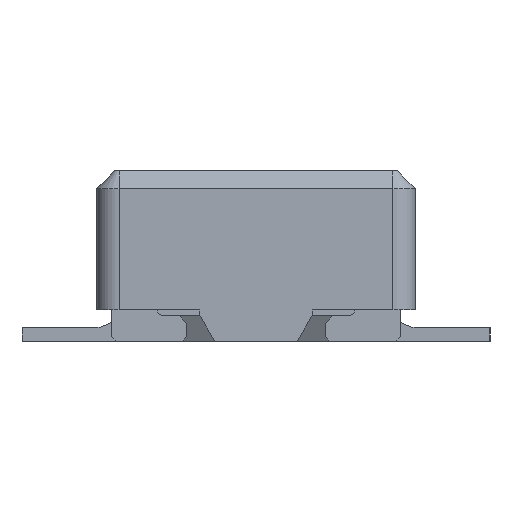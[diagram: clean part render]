
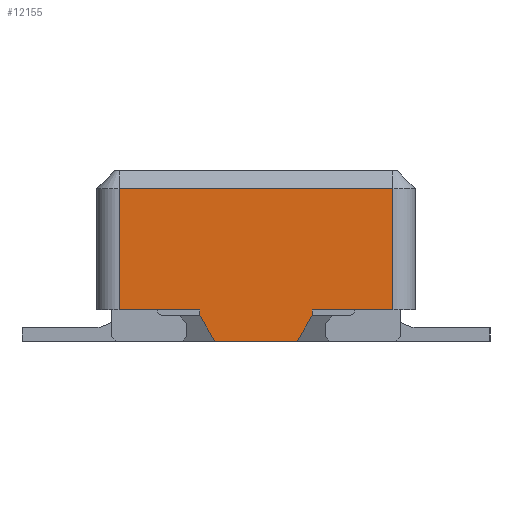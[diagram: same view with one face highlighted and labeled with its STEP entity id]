
A CAD part, left-side view. The second image highlights one B-rep face of the part: STEP entity #12155.
In plain terms, the highlighted planar face has unit normal (-1, 0, 0).
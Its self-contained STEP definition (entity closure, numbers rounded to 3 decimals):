
#730=FACE_OUTER_BOUND('',#1381,.T.);
#1381=EDGE_LOOP('',(#9776,#9777,#9778,#9779,#9780,#9781,#9782,#9783,#9784,
#9785));
#2689=LINE('',#18777,#4259);
#2691=LINE('',#18782,#4261);
#2693=LINE('',#18786,#4263);
#2694=LINE('',#18788,#4264);
#2695=LINE('',#18790,#4265);
#2696=LINE('',#18792,#4266);
#2697=LINE('',#18794,#4267);
#2698=LINE('',#18796,#4268);
#2699=LINE('',#18798,#4269);
#2700=LINE('',#18799,#4270);
#4259=VECTOR('',#15257,0.81);
#4261=VECTOR('',#15263,1.83);
#4263=VECTOR('',#15267,0.54);
#4264=VECTOR('',#15268,0.04);
#4265=VECTOR('',#15269,0.197);
#4266=VECTOR('',#15270,0.55);
#4267=VECTOR('',#15271,0.197);
#4268=VECTOR('',#15272,0.04);
#4269=VECTOR('',#15273,0.54);
#4270=VECTOR('',#15274,0.81);
#5630=VERTEX_POINT('',#18773);
#5631=VERTEX_POINT('',#18775);
#5632=VERTEX_POINT('',#18781);
#5633=VERTEX_POINT('',#18785);
#5634=VERTEX_POINT('',#18787);
#5635=VERTEX_POINT('',#18789);
#5636=VERTEX_POINT('',#18791);
#5637=VERTEX_POINT('',#18793);
#5638=VERTEX_POINT('',#18795);
#5639=VERTEX_POINT('',#18797);
#7141=EDGE_CURVE('',#5631,#5630,#2689,.T.);
#7143=EDGE_CURVE('',#5632,#5630,#2691,.T.);
#7145=EDGE_CURVE('',#5631,#5633,#2693,.T.);
#7146=EDGE_CURVE('',#5633,#5634,#2694,.T.);
#7147=EDGE_CURVE('',#5634,#5635,#2695,.T.);
#7148=EDGE_CURVE('',#5636,#5635,#2696,.T.);
#7149=EDGE_CURVE('',#5636,#5637,#2697,.T.);
#7150=EDGE_CURVE('',#5638,#5637,#2698,.T.);
#7151=EDGE_CURVE('',#5638,#5639,#2699,.T.);
#7152=EDGE_CURVE('',#5632,#5639,#2700,.T.);
#9776=ORIENTED_EDGE('',*,*,#7143,.T.);
#9777=ORIENTED_EDGE('',*,*,#7141,.F.);
#9778=ORIENTED_EDGE('',*,*,#7145,.T.);
#9779=ORIENTED_EDGE('',*,*,#7146,.T.);
#9780=ORIENTED_EDGE('',*,*,#7147,.T.);
#9781=ORIENTED_EDGE('',*,*,#7148,.F.);
#9782=ORIENTED_EDGE('',*,*,#7149,.T.);
#9783=ORIENTED_EDGE('',*,*,#7150,.F.);
#9784=ORIENTED_EDGE('',*,*,#7151,.T.);
#9785=ORIENTED_EDGE('',*,*,#7152,.F.);
#11521=PLANE('',#12940);
#12155=ADVANCED_FACE('',(#730),#11521,.T.);
#12940=AXIS2_PLACEMENT_3D('',#18784,#15265,#15266);
#15257=DIRECTION('',(0.,0.,1.));
#15263=DIRECTION('',(0.,1.,0.));
#15265=DIRECTION('center_axis',(-1.,0.,0.));
#15266=DIRECTION('ref_axis',(0.,0.,1.));
#15267=DIRECTION('',(0.,-1.,0.));
#15268=DIRECTION('',(0.,0.,-1.));
#15269=DIRECTION('',(0.,-0.507,-0.862));
#15270=DIRECTION('',(0.,1.,0.));
#15271=DIRECTION('',(0.,-0.507,0.862));
#15272=DIRECTION('',(0.,0.,-1.));
#15273=DIRECTION('',(0.,-1.,0.));
#15274=DIRECTION('',(0.,0.,-1.));
#18773=CARTESIAN_POINT('',(-5.,0.915,1.02));
#18775=CARTESIAN_POINT('',(-5.,0.915,0.21));
#18777=CARTESIAN_POINT('',(-5.,0.915,0.21));
#18781=CARTESIAN_POINT('',(-5.,-0.915,1.02));
#18782=CARTESIAN_POINT('',(-5.,-0.915,1.02));
#18784=CARTESIAN_POINT('Origin',(-5.,-1.065,0.));
#18785=CARTESIAN_POINT('',(-5.,0.375,0.21));
#18786=CARTESIAN_POINT('',(-5.,0.915,0.21));
#18787=CARTESIAN_POINT('',(-5.,0.375,0.17));
#18788=CARTESIAN_POINT('',(-5.,0.375,0.21));
#18789=CARTESIAN_POINT('',(-5.,0.275,0.));
#18790=CARTESIAN_POINT('',(-5.,0.375,0.17));
#18791=CARTESIAN_POINT('',(-5.,-0.275,0.));
#18792=CARTESIAN_POINT('',(-5.,-0.275,0.));
#18793=CARTESIAN_POINT('',(-5.,-0.375,0.17));
#18794=CARTESIAN_POINT('',(-5.,-0.275,0.));
#18795=CARTESIAN_POINT('',(-5.,-0.375,0.21));
#18796=CARTESIAN_POINT('',(-5.,-0.375,0.21));
#18797=CARTESIAN_POINT('',(-5.,-0.915,0.21));
#18798=CARTESIAN_POINT('',(-5.,-0.375,0.21));
#18799=CARTESIAN_POINT('',(-5.,-0.915,1.02));
